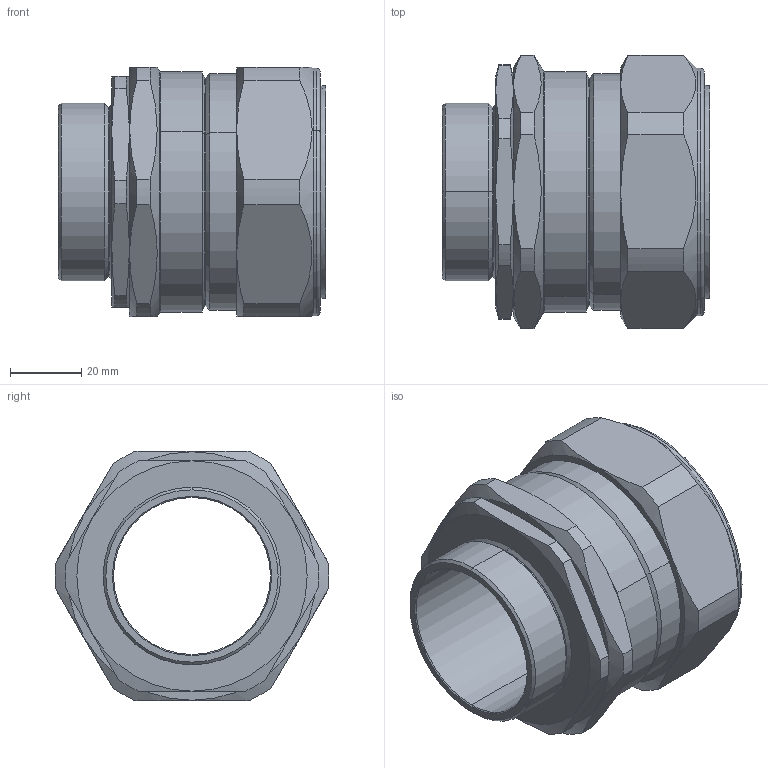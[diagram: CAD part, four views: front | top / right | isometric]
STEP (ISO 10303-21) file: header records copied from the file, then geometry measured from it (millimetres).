
FILE_DESCRIPTION (( 'STEP AP203' ), '1' );
FILE_NAME ('50CXED1RA.STEP', '2021-03-11T16:18:24', ( '' ), ( '' ), 'SwSTEP 2.0', 'SolidWorks 2017', '' );
FILE_SCHEMA (( 'CONFIG_CONTROL_DESIGN' ));
Length unit declared in the file: millimetre
Products named in the file (1): 50CXED1RA
Bounding box: 75.2 x 77.07 x 70.1 mm (x, y, z)
Volume: 115515.5 mm3; surface area: 34052.8 mm2
Topology: 1 solids, 16 shells, 217 faces, 499 edges, 322 vertices
Faces by surface type: plane 77, cylinder 60, bspline 40, cone 34, torus 6
Entity records: 8320 total; most frequent: CARTESIAN_POINT 3571, ORIENTED_EDGE 998, DIRECTION 887, EDGE_CURVE 499, AXIS2_PLACEMENT_3D 342, VERTEX_POINT 322, EDGE_LOOP 227, FACE_OUTER_BOUND 217
